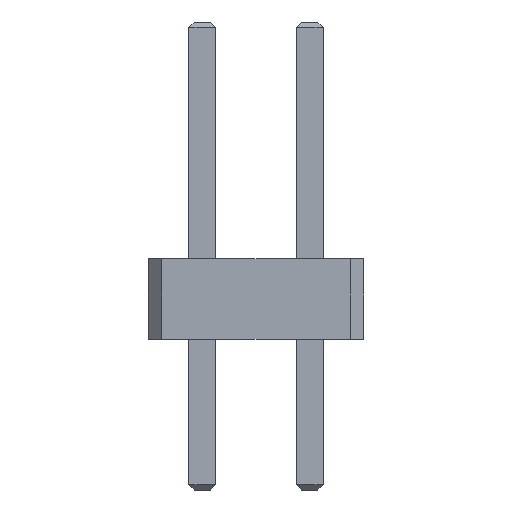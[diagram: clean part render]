
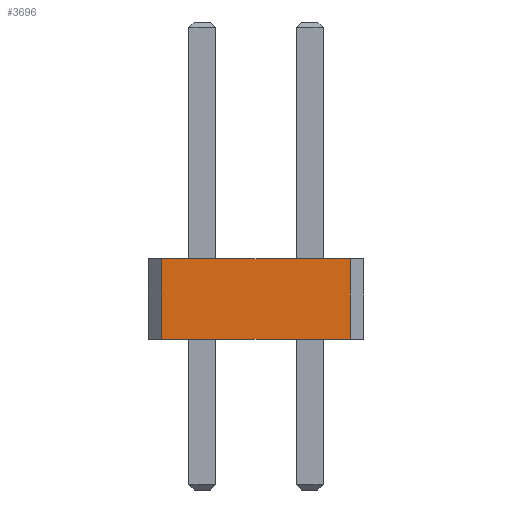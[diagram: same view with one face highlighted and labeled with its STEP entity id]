
A CAD part, front view. The second image highlights one B-rep face of the part: STEP entity #3696.
In plain terms, the highlighted planar face has unit normal (0, -1, 0).
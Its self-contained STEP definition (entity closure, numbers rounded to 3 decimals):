
#44 = PLANE('',#45);
#45 = AXIS2_PLACEMENT_3D('',#46,#47,#48);
#46 = CARTESIAN_POINT('',(-1.,0.75,0.));
#47 = DIRECTION('',(0.,0.,-1.));
#48 = DIRECTION('',(0.,1.,0.));
#100 = PLANE('',#101);
#101 = AXIS2_PLACEMENT_3D('',#102,#103,#104);
#102 = CARTESIAN_POINT('',(-1.,0.75,1.5));
#103 = DIRECTION('',(0.,0.,-1.));
#104 = DIRECTION('',(-1.,0.,0.));
#497 = VERTEX_POINT('',#498);
#498 = CARTESIAN_POINT('',(2.75,-7.,0.));
#512 = PLANE('',#513);
#513 = AXIS2_PLACEMENT_3D('',#514,#515,#516);
#514 = CARTESIAN_POINT('',(2.875,-6.875,0.));
#515 = DIRECTION('',(0.707,-0.707,0.));
#516 = DIRECTION('',(0.,0.,-1.));
#524 = EDGE_CURVE('',#525,#497,#527,.T.);
#525 = VERTEX_POINT('',#526);
#526 = CARTESIAN_POINT('',(-0.75,-7.,0.));
#527 = SURFACE_CURVE('',#528,(#532,#539),.PCURVE_S1.);
#528 = LINE('',#529,#530);
#529 = CARTESIAN_POINT('',(-1.,-7.,0.));
#530 = VECTOR('',#531,1.);
#531 = DIRECTION('',(1.,0.,0.));
#532 = PCURVE('',#44,#533);
#533 = DEFINITIONAL_REPRESENTATION('',(#534),#538);
#534 = LINE('',#535,#536);
#535 = CARTESIAN_POINT('',(-7.75,0.));
#536 = VECTOR('',#537,1.);
#537 = DIRECTION('',(0.,1.));
#538 = ( GEOMETRIC_REPRESENTATION_CONTEXT(2) 
PARAMETRIC_REPRESENTATION_CONTEXT() REPRESENTATION_CONTEXT('2D SPACE',''
  ) );
#539 = PCURVE('',#540,#545);
#540 = PLANE('',#541);
#541 = AXIS2_PLACEMENT_3D('',#542,#543,#544);
#542 = CARTESIAN_POINT('',(-1.,-7.,0.));
#543 = DIRECTION('',(0.,1.,0.));
#544 = DIRECTION('',(1.,0.,0.));
#545 = DEFINITIONAL_REPRESENTATION('',(#546),#550);
#546 = LINE('',#547,#548);
#547 = CARTESIAN_POINT('',(0.,0.));
#548 = VECTOR('',#549,1.);
#549 = DIRECTION('',(1.,0.));
#550 = ( GEOMETRIC_REPRESENTATION_CONTEXT(2) 
PARAMETRIC_REPRESENTATION_CONTEXT() REPRESENTATION_CONTEXT('2D SPACE',''
  ) );
#568 = PLANE('',#569);
#569 = AXIS2_PLACEMENT_3D('',#570,#571,#572);
#570 = CARTESIAN_POINT('',(-0.875,-6.875,0.));
#571 = DIRECTION('',(-0.707,-0.707,0.));
#572 = DIRECTION('',(0.,0.,-1.));
#2036 = VERTEX_POINT('',#2037);
#2037 = CARTESIAN_POINT('',(2.75,-7.,1.5));
#2058 = EDGE_CURVE('',#2059,#2036,#2061,.T.);
#2059 = VERTEX_POINT('',#2060);
#2060 = CARTESIAN_POINT('',(-0.75,-7.,1.5));
#2061 = SURFACE_CURVE('',#2062,(#2066,#2073),.PCURVE_S1.);
#2062 = LINE('',#2063,#2064);
#2063 = CARTESIAN_POINT('',(-1.,-7.,1.5));
#2064 = VECTOR('',#2065,1.);
#2065 = DIRECTION('',(1.,0.,0.));
#2066 = PCURVE('',#100,#2067);
#2067 = DEFINITIONAL_REPRESENTATION('',(#2068),#2072);
#2068 = LINE('',#2069,#2070);
#2069 = CARTESIAN_POINT('',(0.,-7.75));
#2070 = VECTOR('',#2071,1.);
#2071 = DIRECTION('',(-1.,0.));
#2072 = ( GEOMETRIC_REPRESENTATION_CONTEXT(2) 
PARAMETRIC_REPRESENTATION_CONTEXT() REPRESENTATION_CONTEXT('2D SPACE',''
  ) );
#2073 = PCURVE('',#540,#2074);
#2074 = DEFINITIONAL_REPRESENTATION('',(#2075),#2079);
#2075 = LINE('',#2076,#2077);
#2076 = CARTESIAN_POINT('',(0.,-1.5));
#2077 = VECTOR('',#2078,1.);
#2078 = DIRECTION('',(1.,0.));
#2079 = ( GEOMETRIC_REPRESENTATION_CONTEXT(2) 
PARAMETRIC_REPRESENTATION_CONTEXT() REPRESENTATION_CONTEXT('2D SPACE',''
  ) );
#3676 = EDGE_CURVE('',#525,#2059,#3677,.T.);
#3677 = SURFACE_CURVE('',#3678,(#3682,#3689),.PCURVE_S1.);
#3678 = LINE('',#3679,#3680);
#3679 = CARTESIAN_POINT('',(-0.75,-7.,0.));
#3680 = VECTOR('',#3681,1.);
#3681 = DIRECTION('',(0.,0.,1.));
#3682 = PCURVE('',#568,#3683);
#3683 = DEFINITIONAL_REPRESENTATION('',(#3684),#3688);
#3684 = LINE('',#3685,#3686);
#3685 = CARTESIAN_POINT('',(0.,0.177));
#3686 = VECTOR('',#3687,1.);
#3687 = DIRECTION('',(-1.,0.));
#3688 = ( GEOMETRIC_REPRESENTATION_CONTEXT(2) 
PARAMETRIC_REPRESENTATION_CONTEXT() REPRESENTATION_CONTEXT('2D SPACE',''
  ) );
#3689 = PCURVE('',#540,#3690);
#3690 = DEFINITIONAL_REPRESENTATION('',(#3691),#3695);
#3691 = LINE('',#3692,#3693);
#3692 = CARTESIAN_POINT('',(0.25,0.));
#3693 = VECTOR('',#3694,1.);
#3694 = DIRECTION('',(0.,-1.));
#3695 = ( GEOMETRIC_REPRESENTATION_CONTEXT(2) 
PARAMETRIC_REPRESENTATION_CONTEXT() REPRESENTATION_CONTEXT('2D SPACE',''
  ) );
#3696 = ADVANCED_FACE('',(#3697),#540,.F.);
#3697 = FACE_BOUND('',#3698,.F.);
#3698 = EDGE_LOOP('',(#3699,#3700,#3701,#3702));
#3699 = ORIENTED_EDGE('',*,*,#524,.F.);
#3700 = ORIENTED_EDGE('',*,*,#3676,.T.);
#3701 = ORIENTED_EDGE('',*,*,#2058,.T.);
#3702 = ORIENTED_EDGE('',*,*,#3703,.F.);
#3703 = EDGE_CURVE('',#497,#2036,#3704,.T.);
#3704 = SURFACE_CURVE('',#3705,(#3709,#3716),.PCURVE_S1.);
#3705 = LINE('',#3706,#3707);
#3706 = CARTESIAN_POINT('',(2.75,-7.,0.));
#3707 = VECTOR('',#3708,1.);
#3708 = DIRECTION('',(0.,0.,1.));
#3709 = PCURVE('',#540,#3710);
#3710 = DEFINITIONAL_REPRESENTATION('',(#3711),#3715);
#3711 = LINE('',#3712,#3713);
#3712 = CARTESIAN_POINT('',(3.75,0.));
#3713 = VECTOR('',#3714,1.);
#3714 = DIRECTION('',(0.,-1.));
#3715 = ( GEOMETRIC_REPRESENTATION_CONTEXT(2) 
PARAMETRIC_REPRESENTATION_CONTEXT() REPRESENTATION_CONTEXT('2D SPACE',''
  ) );
#3716 = PCURVE('',#512,#3717);
#3717 = DEFINITIONAL_REPRESENTATION('',(#3718),#3722);
#3718 = LINE('',#3719,#3720);
#3719 = CARTESIAN_POINT('',(0.,-0.177));
#3720 = VECTOR('',#3721,1.);
#3721 = DIRECTION('',(-1.,0.));
#3722 = ( GEOMETRIC_REPRESENTATION_CONTEXT(2) 
PARAMETRIC_REPRESENTATION_CONTEXT() REPRESENTATION_CONTEXT('2D SPACE',''
  ) );
